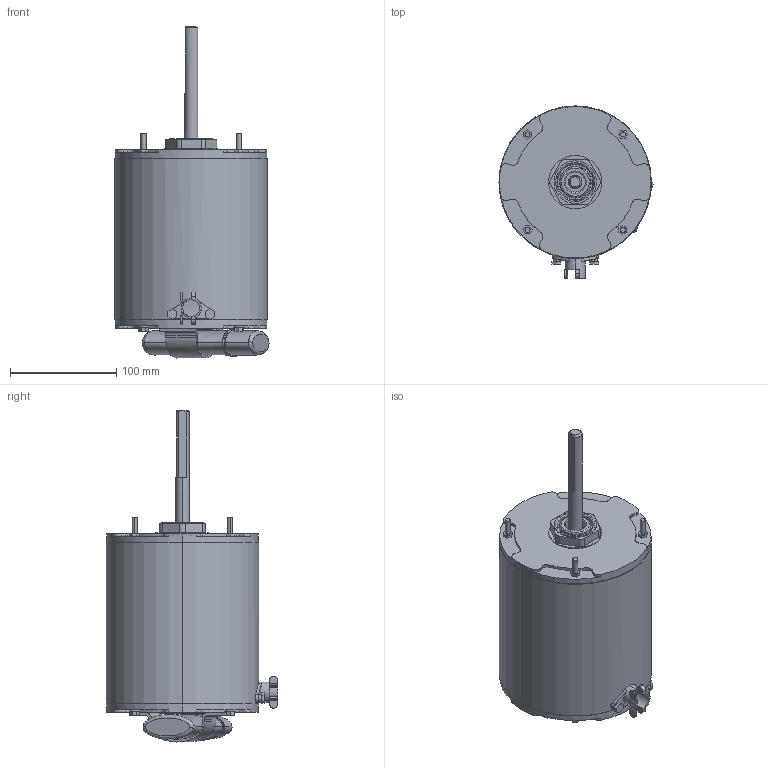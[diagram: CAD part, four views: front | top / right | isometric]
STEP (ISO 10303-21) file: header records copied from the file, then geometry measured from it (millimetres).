
FILE_DESCRIPTION (( 'STEP AP203' ), '1' );
FILE_NAME ('119-5627.STEP', '2024-12-02T13:54:55', ( '' ), ( '' ), 'SwSTEP 2.0', 'SolidWorks 2022', '' );
FILE_SCHEMA (( 'CONFIG_CONTROL_DESIGN' ));
Length unit declared in the file: inch
Products named in the file (1): 119-5627
Bounding box: 144.98 x 161.75 x 312.34 mm (x, y, z)
Volume: 2838909.5 mm3; surface area: 139866.4 mm2
Topology: 2 solids, 2 shells, 327 faces, 850 edges, 559 vertices
Faces by surface type: plane 164, cylinder 129, bspline 18, torus 14, cone 2
Entity records: 13374 total; most frequent: CARTESIAN_POINT 5165, DIRECTION 1708, ORIENTED_EDGE 1700, EDGE_CURVE 850, AXIS2_PLACEMENT_3D 615, VERTEX_POINT 559, LINE 478, VECTOR 478
